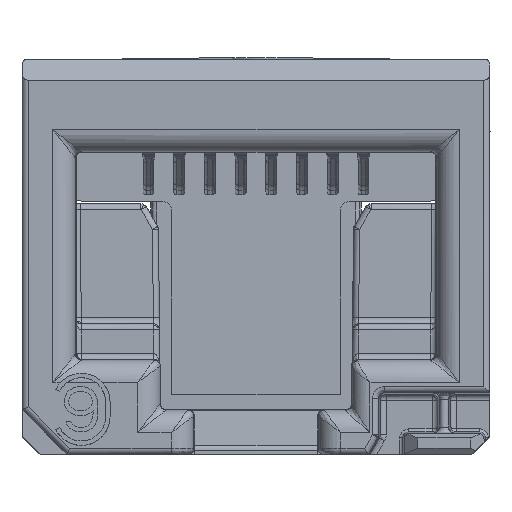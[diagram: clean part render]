
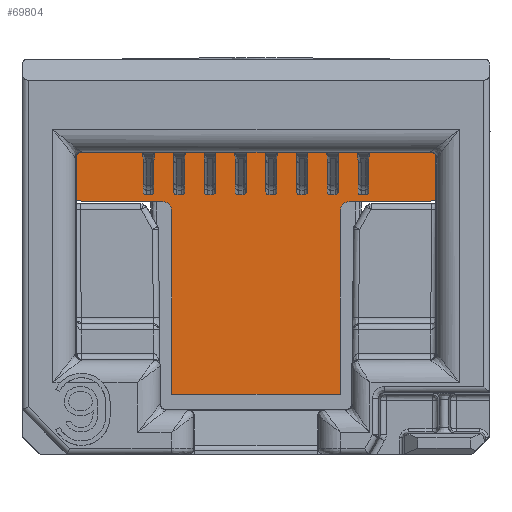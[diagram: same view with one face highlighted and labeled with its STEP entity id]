
A CAD part, front view. The second image highlights one B-rep face of the part: STEP entity #69804.
In plain terms, the highlighted planar face has unit normal (0, -1, 0).
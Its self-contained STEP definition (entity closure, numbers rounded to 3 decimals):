
#11068 = CARTESIAN_POINT ( 'NONE',  ( 5.97, -2.8, 1.853 ) ) ;
#11223 = CARTESIAN_POINT ( 'NONE',  ( 5.97, -2.8, 3.341 ) ) ;
#11235 = DIRECTION ( 'NONE',  ( 0., 0., 1. ) ) ;
#11236 = VECTOR ( 'NONE', #11235, 1000. ) ;
#11237 = CARTESIAN_POINT ( 'NONE',  ( 5.97, -2.8, 3.47 ) ) ;
#11238 = LINE ( 'NONE', #11237, #11236 ) ;
#16460 = CARTESIAN_POINT ( 'NONE',  ( -4.9, -2.8, 3.57 ) ) ;
#16573 = CARTESIAN_POINT ( 'NONE',  ( 4.9, -2.8, 3.57 ) ) ;
#16644 = CARTESIAN_POINT ( 'NONE',  ( 3.097, -2.8, 1.828 ) ) ;
#16659 = CARTESIAN_POINT ( 'NONE',  ( 5.841, -2.8, 3.471 ) ) ;
#16679 = CARTESIAN_POINT ( 'NONE',  ( 2.8, -2.8, 1.528 ) ) ;
#22276 = CARTESIAN_POINT ( 'NONE',  ( -5.97, -2.8, 1.853 ) ) ;
#22356 = CARTESIAN_POINT ( 'NONE',  ( -5.97, -2.8, 3.47 ) ) ;
#22357 = LINE ( 'NONE', #22356, #22430 ) ;
#22429 = DIRECTION ( 'NONE',  ( 0., 0., -1. ) ) ;
#22430 = VECTOR ( 'NONE', #22429, 1000. ) ;
#22630 = CARTESIAN_POINT ( 'NONE',  ( -5.97, -2.8, 3.341 ) ) ;
#44472 = CARTESIAN_POINT ( 'NONE',  ( -2.8, -2.8, 1.528 ) ) ;
#44522 = CARTESIAN_POINT ( 'NONE',  ( 2.8, -2.8, -4.57 ) ) ;
#44523 = DIRECTION ( 'NONE',  ( 1., 0., 0. ) ) ;
#44524 = CARTESIAN_POINT ( 'NONE',  ( 0., -2.8, -4.57 ) ) ;
#44599 = LINE ( 'NONE', #44821, #44834 ) ;
#44734 = LINE ( 'NONE', #44524, #44899 ) ;
#44818 = DIRECTION ( 'NONE',  ( 0., 0., -1. ) ) ;
#44821 = CARTESIAN_POINT ( 'NONE',  ( -2.8, -2.8, 3.47 ) ) ;
#44834 = VECTOR ( 'NONE', #44818, 1000. ) ;
#44899 = VECTOR ( 'NONE', #44523, 1000. ) ;
#44923 = CARTESIAN_POINT ( 'NONE',  ( -2.8, -2.8, -4.57 ) ) ;
#45684 = CARTESIAN_POINT ( 'NONE',  ( -3.097, -2.8, 1.828 ) ) ;
#45720 = DIRECTION ( 'NONE',  ( 0., 0., 1. ) ) ;
#45721 = DIRECTION ( 'NONE',  ( 0., 1., 0. ) ) ;
#45722 = CARTESIAN_POINT ( 'NONE',  ( -3.1, -2.8, 1.528 ) ) ;
#45723 = AXIS2_PLACEMENT_3D ( 'NONE', #45722, #45721, #45720 ) ;
#45758 = CIRCLE ( 'NONE', #45723, 0.3 ) ;
#48910 = CARTESIAN_POINT ( 'NONE',  ( -4.9, -2.8, 3.479 ) ) ;
#49253 = CARTESIAN_POINT ( 'NONE',  ( -5.841, -2.8, 3.471 ) ) ;
#49962 = DIRECTION ( 'NONE',  ( 0., 0., -1. ) ) ;
#49963 = VECTOR ( 'NONE', #49962, 1000. ) ;
#50002 = LINE ( 'NONE', #50004, #49963 ) ;
#50004 = CARTESIAN_POINT ( 'NONE',  ( -4.9, -2.8, 3.47 ) ) ;
#50011 = CARTESIAN_POINT ( 'NONE',  ( -5.84, -2.8, 3.341 ) ) ;
#50012 = CARTESIAN_POINT ( 'NONE',  ( -1., -2.8, 1.81 ) ) ;
#50013 = LINE ( 'NONE', #50012, #50108 ) ;
#50015 = DIRECTION ( 'NONE',  ( 0., 0., 1. ) ) ;
#50017 = CIRCLE ( 'NONE', #50060, 0.13 ) ;
#50018 = DIRECTION ( 'NONE',  ( -1., 0., 0.009 ) ) ;
#50019 = CARTESIAN_POINT ( 'NONE',  ( 5.841, -2.8, 3.471 ) ) ;
#50021 = DIRECTION ( 'NONE',  ( 0., 0., -1. ) ) ;
#50022 = DIRECTION ( 'NONE',  ( 0., -1., 0. ) ) ;
#50024 = LINE ( 'NONE', #50099, #50097 ) ;
#50025 = LINE ( 'NONE', #50019, #50069 ) ;
#50026 = DIRECTION ( 'NONE',  ( 0., -1., 0. ) ) ;
#50027 = LINE ( 'NONE', #50057, #50052 ) ;
#50028 = DIRECTION ( 'NONE',  ( -1., 0., -0.009 ) ) ;
#50035 = CIRCLE ( 'NONE', #50067, 0.13 ) ;
#50047 = DIRECTION ( 'NONE',  ( 0., 0., 1. ) ) ;
#50048 = DIRECTION ( 'NONE',  ( 0., 1., 0. ) ) ;
#50049 = CARTESIAN_POINT ( 'NONE',  ( 3.1, -2.8, 1.528 ) ) ;
#50052 = VECTOR ( 'NONE', #50056, 1000. ) ;
#50054 = VECTOR ( 'NONE', #50028, 1000. ) ;
#50055 = CARTESIAN_POINT ( 'NONE',  ( -4.9, -2.8, 3.479 ) ) ;
#50056 = DIRECTION ( 'NONE',  ( 0., 0., 1. ) ) ;
#50057 = CARTESIAN_POINT ( 'NONE',  ( 2.8, -2.8, 3.47 ) ) ;
#50060 = AXIS2_PLACEMENT_3D ( 'NONE', #50011, #50026, #50015 ) ;
#50065 = AXIS2_PLACEMENT_3D ( 'NONE', #50049, #50048, #50047 ) ;
#50066 = CARTESIAN_POINT ( 'NONE',  ( 5.84, -2.8, 3.341 ) ) ;
#50067 = AXIS2_PLACEMENT_3D ( 'NONE', #50066, #50022, #50021 ) ;
#50069 = VECTOR ( 'NONE', #50018, 1000. ) ;
#50082 = LINE ( 'NONE', #50055, #50054 ) ;
#50086 = CIRCLE ( 'NONE', #50065, 0.3 ) ;
#50088 = CARTESIAN_POINT ( 'NONE',  ( 4.9, -2.8, 3.479 ) ) ;
#50096 = DIRECTION ( 'NONE',  ( 1., 0., 0.009 ) ) ;
#50097 = VECTOR ( 'NONE', #50096, 1000. ) ;
#50099 = CARTESIAN_POINT ( 'NONE',  ( 1., -2.8, 1.81 ) ) ;
#50107 = DIRECTION ( 'NONE',  ( 1., 0., -0.009 ) ) ;
#50108 = VECTOR ( 'NONE', #50107, 1000. ) ;
#50115 = CARTESIAN_POINT ( 'NONE',  ( 4.9, -2.8, 3.47 ) ) ;
#50116 = LINE ( 'NONE', #50115, #50297 ) ;
#50297 = VECTOR ( 'NONE', #50307, 1000. ) ;
#50307 = DIRECTION ( 'NONE',  ( 0., 0., 1. ) ) ;
#54515 = PLANE ( 'NONE',  #54550 ) ;
#54520 = FACE_OUTER_BOUND ( 'NONE', #69824, .T. ) ;
#54522 = LINE ( 'NONE', #54580, #54579 ) ;
#54550 = AXIS2_PLACEMENT_3D ( 'NONE', #54560, #54559, #54558 ) ;
#54558 = DIRECTION ( 'NONE',  ( 0., 0., -1. ) ) ;
#54559 = DIRECTION ( 'NONE',  ( 0., -1., 0. ) ) ;
#54560 = CARTESIAN_POINT ( 'NONE',  ( 0., -2.8, 3.47 ) ) ;
#54575 = DIRECTION ( 'NONE',  ( 1., 0., 0. ) ) ;
#54579 = VECTOR ( 'NONE', #54575, 1000. ) ;
#54580 = CARTESIAN_POINT ( 'NONE',  ( 0., -2.8, 3.57 ) ) ;
#67461 = VERTEX_POINT ( 'NONE', #11068 ) ;
#67463 = VERTEX_POINT ( 'NONE', #11223 ) ;
#67470 = EDGE_CURVE ( 'NONE', #67461, #67463, #11238, .T. ) ;
#67505 = VERTEX_POINT ( 'NONE', #22276 ) ;
#67518 = EDGE_CURVE ( 'NONE', #67555, #67505, #22357, .T. ) ;
#67555 = VERTEX_POINT ( 'NONE', #22630 ) ;
#69218 = VERTEX_POINT ( 'NONE', #44472 ) ;
#69234 = VERTEX_POINT ( 'NONE', #44923 ) ;
#69238 = EDGE_CURVE ( 'NONE', #69218, #69234, #44599, .T. ) ;
#69249 = VERTEX_POINT ( 'NONE', #44522 ) ;
#69251 = EDGE_CURVE ( 'NONE', #69234, #69249, #44734, .T. ) ;
#69301 = VERTEX_POINT ( 'NONE', #45684 ) ;
#69310 = EDGE_CURVE ( 'NONE', #69301, #69218, #45758, .T. ) ;
#69673 = ORIENTED_EDGE ( 'NONE', *, *, #69785, .T. ) ;
#69676 = VERTEX_POINT ( 'NONE', #49253 ) ;
#69678 = VERTEX_POINT ( 'NONE', #48910 ) ;
#69721 = EDGE_CURVE ( 'NONE', #69900, #69678, #50002, .T. ) ;
#69760 = ORIENTED_EDGE ( 'NONE', *, *, #69764, .T. ) ;
#69762 = EDGE_CURVE ( 'NONE', #69676, #67555, #50017, .T. ) ;
#69763 = EDGE_CURVE ( 'NONE', #67505, #69301, #50013, .T. ) ;
#69764 = EDGE_CURVE ( 'NONE', #69678, #69676, #50082, .T. ) ;
#69766 = ORIENTED_EDGE ( 'NONE', *, *, #67518, .T. ) ;
#69768 = ORIENTED_EDGE ( 'NONE', *, *, #69762, .T. ) ;
#69770 = ORIENTED_EDGE ( 'NONE', *, *, #69310, .T. ) ;
#69772 = EDGE_CURVE ( 'NONE', #69249, #69966, #50027, .T. ) ;
#69773 = ORIENTED_EDGE ( 'NONE', *, *, #69772, .T. ) ;
#69774 = EDGE_CURVE ( 'NONE', #69966, #69962, #50086, .T. ) ;
#69775 = ORIENTED_EDGE ( 'NONE', *, *, #67470, .T. ) ;
#69776 = ORIENTED_EDGE ( 'NONE', *, *, #69777, .T. ) ;
#69777 = EDGE_CURVE ( 'NONE', #69962, #67461, #50024, .T. ) ;
#69778 = ORIENTED_EDGE ( 'NONE', *, *, #69782, .T. ) ;
#69779 = VERTEX_POINT ( 'NONE', #50088 ) ;
#69780 = EDGE_CURVE ( 'NONE', #67463, #69972, #50035, .T. ) ;
#69781 = ORIENTED_EDGE ( 'NONE', *, *, #69780, .T. ) ;
#69782 = EDGE_CURVE ( 'NONE', #69972, #69779, #50025, .T. ) ;
#69785 = EDGE_CURVE ( 'NONE', #69779, #69907, #50116, .T. ) ;
#69804 = ADVANCED_FACE ( 'NONE', ( #54520 ), #54515, .T. ) ;
#69805 = ORIENTED_EDGE ( 'NONE', *, *, #69721, .T. ) ;
#69806 = EDGE_CURVE ( 'NONE', #69900, #69907, #54522, .T. ) ;
#69824 = EDGE_LOOP ( 'NONE', ( #69826, #69805, #69760, #69768, #69766, #69965, #69770, #69971, #69963, #69773, #69970, #69776, #69775, #69781, #69778, #69673 ) ) ;
#69826 = ORIENTED_EDGE ( 'NONE', *, *, #69806, .F. ) ;
#69900 = VERTEX_POINT ( 'NONE', #16460 ) ;
#69907 = VERTEX_POINT ( 'NONE', #16573 ) ;
#69962 = VERTEX_POINT ( 'NONE', #16644 ) ;
#69963 = ORIENTED_EDGE ( 'NONE', *, *, #69251, .T. ) ;
#69965 = ORIENTED_EDGE ( 'NONE', *, *, #69763, .T. ) ;
#69966 = VERTEX_POINT ( 'NONE', #16679 ) ;
#69970 = ORIENTED_EDGE ( 'NONE', *, *, #69774, .T. ) ;
#69971 = ORIENTED_EDGE ( 'NONE', *, *, #69238, .T. ) ;
#69972 = VERTEX_POINT ( 'NONE', #16659 ) ;
